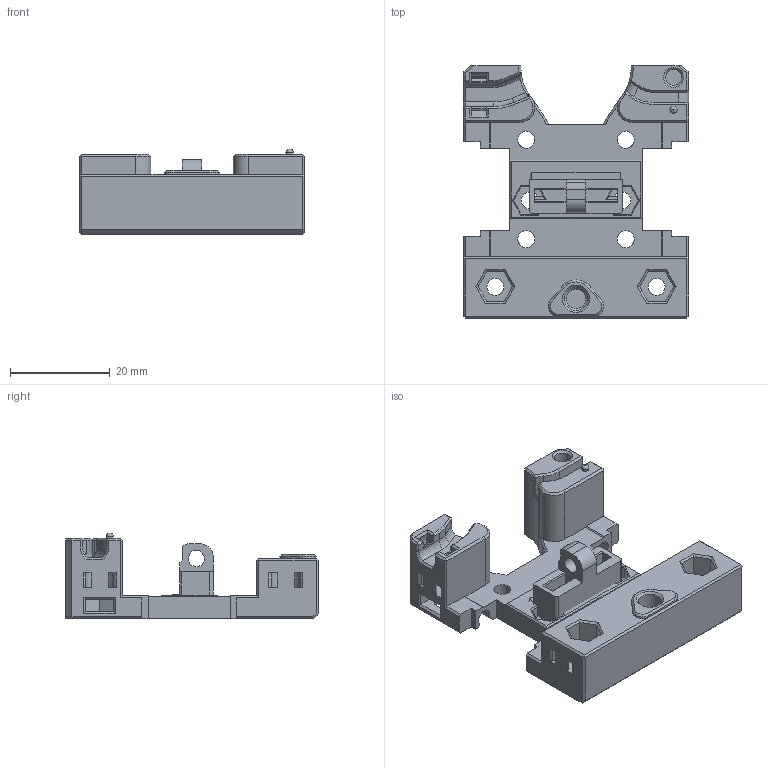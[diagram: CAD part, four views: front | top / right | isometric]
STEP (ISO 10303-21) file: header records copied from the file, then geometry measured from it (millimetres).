
FILE_DESCRIPTION(/* description */ ('STEP AP242','CAx-IF Rec.Pracs.---Representation and Presentation of Product Manufacturing Information (PMI)---4.0---2014-10-13','CAx-IF Rec.Pracs.---3D Tessellated Geometry---0.4---2014-09-14','2;1'),/* implementation_level */ '2;1');
FILE_NAME(/* name */ '65043a00433fc846e3a180ae',/* time_stamp */ '2023-09-15T11:03:29Z',/* author */ (''),/* organization */ (''),/* preprocessor_version */ 'ST-DEVELOPER v19.4',/* originating_system */ ' ',/* authorisation */ ' ');
FILE_SCHEMA (('AP242_MANAGED_MODEL_BASED_3D_ENGINEERING_MIM_LF { 1 0 10303 442 1 1 4 }'));
Length unit declared in the file: metre
Products named in the file (3): EXPORT ME; CPC MR 12ML Belt Clip S; CPC MR 12ML Xol_Carriage_Rear_pin_mount
Assembly tree (2 placements, depth 2):
  EXPORT ME
    CPC MR 12ML Belt Clip S
    CPC MR 12ML Xol_Carriage_Rear_pin_mount
Bounding box: 45.26 x 50.74 x 17.2 mm (x, y, z)
Volume: 14152.7 mm3; surface area: 9189 mm2
Topology: 2 solids, 14 shells, 626 faces, 1606 edges, 1024 vertices
Faces by surface type: plane 451, cylinder 105, cone 42, bspline 24, torus 4
Full cylindrical faces by diameter (mm): 1.43 x1, 3.2 x1, 3.4 x10, 4 x2, 4.7 x3, 6 x4
Entity records: 22673 total; most frequent: CARTESIAN_POINT 3528, ORIENTED_EDGE 3086, DIRECTION 2984, EDGE_CURVE 1543, LINE 1186, VECTOR 1186, VERTEX_POINT 1002, AXIS2_PLACEMENT_3D 899
